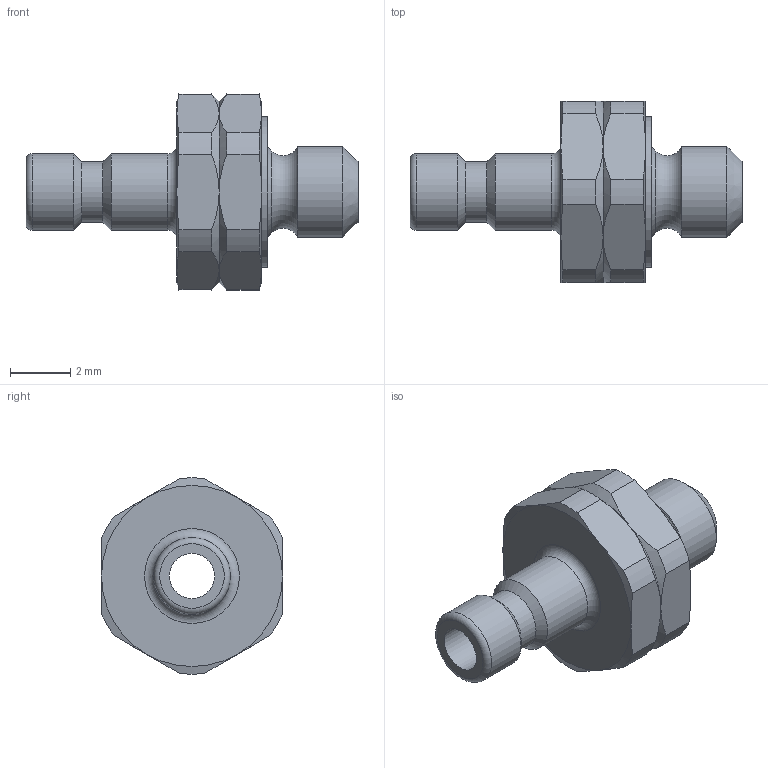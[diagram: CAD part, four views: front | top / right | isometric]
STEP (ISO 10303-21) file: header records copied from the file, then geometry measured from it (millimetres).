
FILE_DESCRIPTION((''),'2;1');
FILE_NAME('02sfam03mxx.stp','2014-03-20T09:23:19',('IA176480'),(''),'Autodesk Inventor 2013','Autodesk Inventor 2013','');
FILE_SCHEMA(('AUTOMOTIVE_DESIGN { 1 0 10303 214 1 1 1 1 }'));
Length unit declared in the file: millimetre
Products named in the file (1): D109636
Bounding box: 11 x 6 x 6.49 mm (x, y, z)
Volume: 111.6 mm3; surface area: 232.9 mm2
Topology: 1 solids, 1 shells, 68 faces, 148 edges, 85 vertices
Faces by surface type: cone 30, cylinder 18, plane 17, torus 3
Full cylindrical faces by diameter (mm): 1.5 x1, 2 x1, 2.54 x2, 3 x1, 5 x1
Entity records: 1732 total; most frequent: CARTESIAN_POINT 383, DIRECTION 284, ORIENTED_EDGE 266, EDGE_CURVE 133, AXIS2_PLACEMENT_3D 130, EDGE_LOOP 88, VERTEX_POINT 85, FACE_OUTER_BOUND 68
